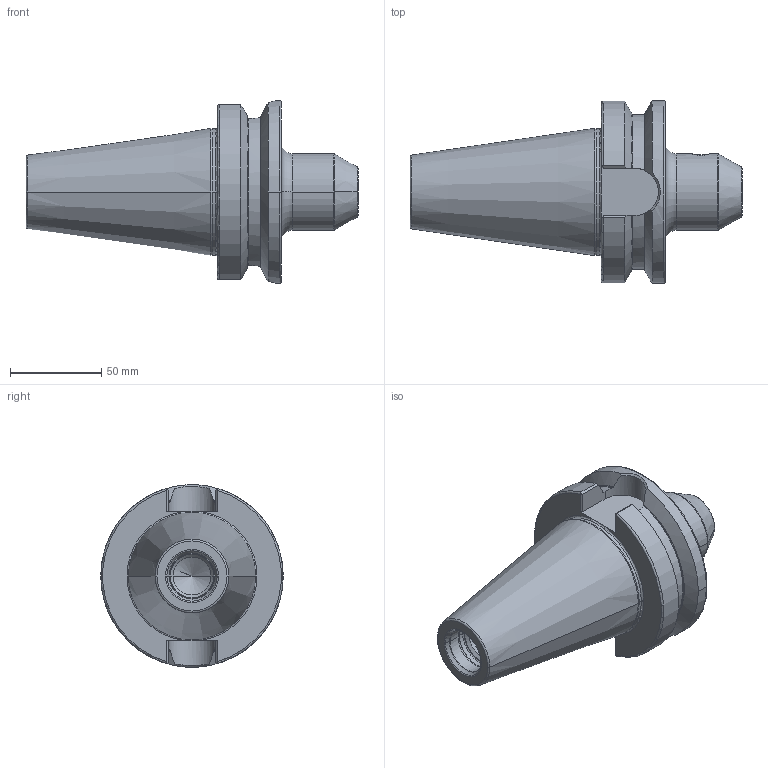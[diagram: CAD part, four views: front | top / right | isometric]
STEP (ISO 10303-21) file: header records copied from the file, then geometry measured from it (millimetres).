
FILE_DESCRIPTION((''),'2;1');
FILE_NAME('50-500-12','2011-09-06T',('mei'),(''),'PRO/ENGINEER BY PARAMETRIC TECHNOLOGY CORPORATION, 2010430','PRO/ENGINEER BY PARAMETRIC TECHNOLOGY CORPORATION, 2010430','');
FILE_SCHEMA(('CONFIG_CONTROL_DESIGN'));
Length unit declared in the file: millimetre
Products named in the file (1): 50-500-12
Bounding box: 181.8 x 99.97 x 99.97 mm (x, y, z)
Volume: 515438.1 mm3; surface area: 58769.6 mm2
Topology: 1 solids, 3 shells, 102 faces, 250 edges, 149 vertices
Faces by surface type: plane 26, torus 26, cylinder 26, cone 18, bspline 6
Entity records: 3628 total; most frequent: CARTESIAN_POINT 1237, DIRECTION 502, ORIENTED_EDGE 482, EDGE_CURVE 246, AXIS2_PLACEMENT_3D 207, VERTEX_POINT 149, CIRCLE 110, EDGE_LOOP 107
